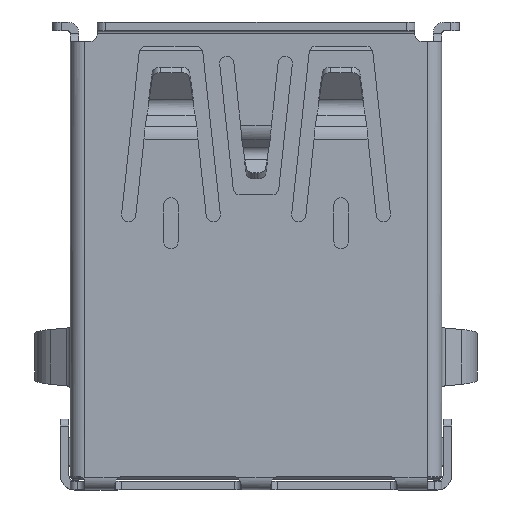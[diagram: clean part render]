
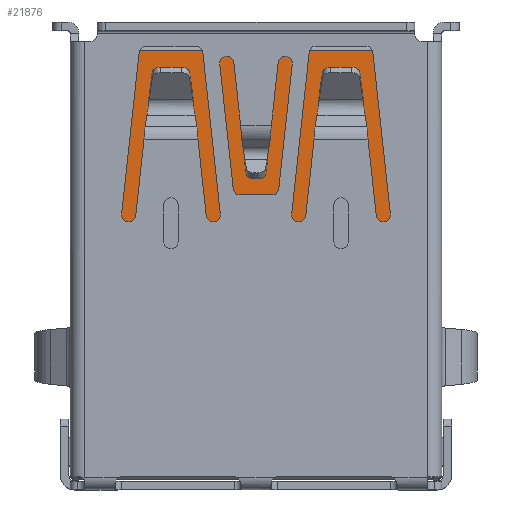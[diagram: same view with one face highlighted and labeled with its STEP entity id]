
A CAD part, top view. The second image highlights one B-rep face of the part: STEP entity #21876.
In plain terms, the highlighted planar face has unit normal (0, 0, 1).
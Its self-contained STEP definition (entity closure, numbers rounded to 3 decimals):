
#114=DIRECTION('',(-1.,0.,0.));
#115=VECTOR('',#114,10.3);
#116=CARTESIAN_POINT('',(5.15,5.81,1.84));
#117=LINE('',#116,#115);
#5980=DIRECTION('',(1.,0.,0.));
#5981=VECTOR('',#5980,1.664);
#5982=CARTESIAN_POINT('',(2.168,12.796,1.84));
#5983=LINE('',#5982,#5981);
#5992=CARTESIAN_POINT('',(2.229,13.55,1.84));
#5993=CARTESIAN_POINT('',(2.226,13.5,1.84));
#5994=CARTESIAN_POINT('',(2.218,13.399,1.84));
#5995=CARTESIAN_POINT('',(2.205,13.248,1.84));
#5996=CARTESIAN_POINT('',(2.192,13.098,1.84));
#5997=CARTESIAN_POINT('',(2.179,12.947,1.84));
#5998=CARTESIAN_POINT('',(2.171,12.847,1.84));
#5999=CARTESIAN_POINT('',(2.168,12.796,1.84));
#6019=DIRECTION('',(-1.,0.,0.));
#6020=VECTOR('',#6019,1.542);
#6021=CARTESIAN_POINT('',(3.771,13.55,1.84));
#6022=LINE('',#6021,#6020);
#6023=CARTESIAN_POINT('',(3.832,12.796,1.84));
#6024=CARTESIAN_POINT('',(3.829,12.847,1.84));
#6025=CARTESIAN_POINT('',(3.821,12.947,1.84));
#6026=CARTESIAN_POINT('',(3.808,13.098,1.84));
#6027=CARTESIAN_POINT('',(3.795,13.248,1.84));
#6028=CARTESIAN_POINT('',(3.782,13.399,1.84));
#6029=CARTESIAN_POINT('',(3.774,13.5,1.84));
#6030=CARTESIAN_POINT('',(3.771,13.55,1.84));
#6058=DIRECTION('',(-1.,0.,0.));
#6059=VECTOR('',#6058,1.542);
#6060=CARTESIAN_POINT('',(-2.229,13.55,1.84));
#6061=LINE('',#6060,#6059);
#6062=CARTESIAN_POINT('',(-2.168,12.796,1.84));
#6063=CARTESIAN_POINT('',(-2.171,12.847,1.84));
#6064=CARTESIAN_POINT('',(-2.179,12.947,1.84));
#6065=CARTESIAN_POINT('',(-2.192,13.098,1.84));
#6066=CARTESIAN_POINT('',(-2.205,13.248,1.84));
#6067=CARTESIAN_POINT('',(-2.218,13.399,1.84));
#6068=CARTESIAN_POINT('',(-2.226,13.5,1.84));
#6069=CARTESIAN_POINT('',(-2.229,13.55,1.84));
#6097=DIRECTION('',(1.,0.,0.));
#6098=VECTOR('',#6097,1.664);
#6099=CARTESIAN_POINT('',(-3.832,12.796,1.84));
#6100=LINE('',#6099,#6098);
#6109=CARTESIAN_POINT('',(-3.771,13.55,1.84));
#6110=CARTESIAN_POINT('',(-3.774,13.5,1.84));
#6111=CARTESIAN_POINT('',(-3.782,13.399,1.84));
#6112=CARTESIAN_POINT('',(-3.795,13.248,1.84));
#6113=CARTESIAN_POINT('',(-3.808,13.098,1.84));
#6114=CARTESIAN_POINT('',(-3.821,12.947,1.84));
#6115=CARTESIAN_POINT('',(-3.829,12.847,1.84));
#6116=CARTESIAN_POINT('',(-3.832,12.796,1.84));
#6324=DIRECTION('',(0.,1.,0.));
#6325=VECTOR('',#6324,9.34);
#6326=CARTESIAN_POINT('',(-5.15,5.81,1.84));
#6327=LINE('',#6326,#6325);
#6447=DIRECTION('',(1.,0.,0.));
#6448=VECTOR('',#6447,10.3);
#6449=CARTESIAN_POINT('',(-5.15,15.15,1.84));
#6450=LINE('',#6449,#6448);
#6500=DIRECTION('',(0.,-1.,0.));
#6501=VECTOR('',#6500,9.34);
#6502=CARTESIAN_POINT('',(5.15,15.15,1.84));
#6503=LINE('',#6502,#6501);
#10859=CARTESIAN_POINT('',(5.15,5.81,1.84));
#10861=VERTEX_POINT('',#10859);
#10862=CARTESIAN_POINT('',(-5.15,5.81,1.84));
#10863=VERTEX_POINT('',#10862);
#11323=CARTESIAN_POINT('',(-5.15,15.15,1.84));
#11324=CARTESIAN_POINT('',(5.15,15.15,1.84));
#11325=VERTEX_POINT('',#11323);
#11326=VERTEX_POINT('',#11324);
#11894=CARTESIAN_POINT('',(3.771,13.55,1.84));
#11895=CARTESIAN_POINT('',(2.229,13.55,1.84));
#11896=VERTEX_POINT('',#11894);
#11897=VERTEX_POINT('',#11895);
#11898=VERTEX_POINT('',#6023);
#11899=CARTESIAN_POINT('',(2.168,12.796,1.84));
#11900=VERTEX_POINT('',#11899);
#11901=CARTESIAN_POINT('',(-2.229,13.55,1.84));
#11902=CARTESIAN_POINT('',(-3.771,13.55,
1.84));
#11903=VERTEX_POINT('',#11901);
#11904=VERTEX_POINT('',#11902);
#11905=VERTEX_POINT('',#6062);
#11906=CARTESIAN_POINT('',(-3.832,12.796,
1.84));
#11907=VERTEX_POINT('',#11906);
#21846=CARTESIAN_POINT('',(5.57,15.15,1.84));
#21847=DIRECTION('',(0.,0.,1.));
#21848=DIRECTION('',(0.,1.,0.));
#21849=AXIS2_PLACEMENT_3D('',#21846,#21847,#21848);
#21850=PLANE('',#21849);
#21851=ORIENTED_EDGE('',*,*,#13841,.T.);
#21853=ORIENTED_EDGE('',*,*,#21852,.T.);
#21855=ORIENTED_EDGE('',*,*,#21854,.T.);
#21857=ORIENTED_EDGE('',*,*,#21856,.T.);
#21858=EDGE_LOOP('',(#21851,#21853,#21855,#21857));
#21859=FACE_OUTER_BOUND('',#21858,.F.);
#21861=ORIENTED_EDGE('',*,*,#21860,.T.);
#21863=ORIENTED_EDGE('',*,*,#21862,.T.);
#21865=ORIENTED_EDGE('',*,*,#21864,.T.);
#21867=ORIENTED_EDGE('',*,*,#21866,.T.);
#21868=EDGE_LOOP('',(#21861,#21863,#21865,#21867));
#21869=FACE_BOUND('',#21868,.F.);
#21870=ORIENTED_EDGE('',*,*,#21792,.T.);
#21871=ORIENTED_EDGE('',*,*,#21777,.T.);
#21872=ORIENTED_EDGE('',*,*,#21726,.T.);
#21873=ORIENTED_EDGE('',*,*,#21834,.T.);
#21874=EDGE_LOOP('',(#21870,#21871,#21872,#21873));
#21875=FACE_BOUND('',#21874,.F.);
#21876=ADVANCED_FACE('',(#21859,#21869,#21875),#21850,.T.);
#6000=B_SPLINE_CURVE_WITH_KNOTS('',3,(#5992,#5993,#5994,#5995,#5996,#5997,#5998,
#5999),.UNSPECIFIED.,.F.,.F.,(4,1,1,1,1,4),(0.,0.2,0.4,0.6,0.8,1.),
.UNSPECIFIED.);
#6031=B_SPLINE_CURVE_WITH_KNOTS('',3,(#6023,#6024,#6025,#6026,#6027,#6028,#6029,
#6030),.UNSPECIFIED.,.F.,.F.,(4,1,1,1,1,4),(0.,0.2,0.4,0.6,0.8,1.),
.UNSPECIFIED.);
#6070=B_SPLINE_CURVE_WITH_KNOTS('',3,(#6062,#6063,#6064,#6065,#6066,#6067,#6068,
#6069),.UNSPECIFIED.,.F.,.F.,(4,1,1,1,1,4),(0.,0.2,0.4,0.6,0.8,1.),
.UNSPECIFIED.);
#6117=B_SPLINE_CURVE_WITH_KNOTS('',3,(#6109,#6110,#6111,#6112,#6113,#6114,#6115,
#6116),.UNSPECIFIED.,.F.,.F.,(4,1,1,1,1,4),(0.,0.2,0.4,0.6,0.8,1.),
.UNSPECIFIED.);
#13841=EDGE_CURVE('',#10861,#10863,#117,.T.);
#21726=EDGE_CURVE('',#11900,#11898,#5983,.T.);
#21777=EDGE_CURVE('',#11897,#11900,#6000,.T.);
#21792=EDGE_CURVE('',#11896,#11897,#6022,.T.);
#21834=EDGE_CURVE('',#11898,#11896,#6031,.T.);
#21852=EDGE_CURVE('',#10863,#11325,#6327,.T.);
#21854=EDGE_CURVE('',#11325,#11326,#6450,.T.);
#21856=EDGE_CURVE('',#11326,#10861,#6503,.T.);
#21860=EDGE_CURVE('',#11903,#11904,#6061,.T.);
#21862=EDGE_CURVE('',#11904,#11907,#6117,.T.);
#21864=EDGE_CURVE('',#11907,#11905,#6100,.T.);
#21866=EDGE_CURVE('',#11905,#11903,#6070,.T.);
